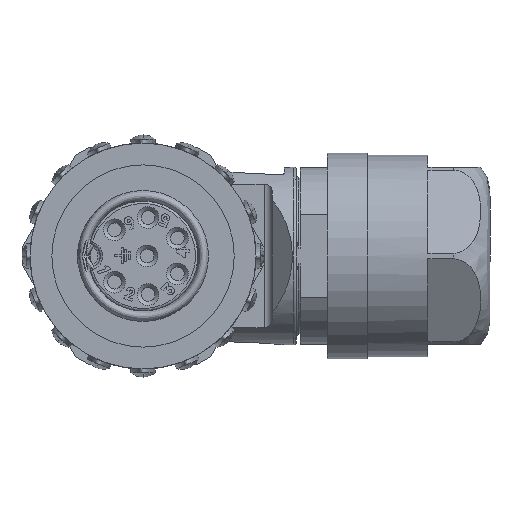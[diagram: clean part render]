
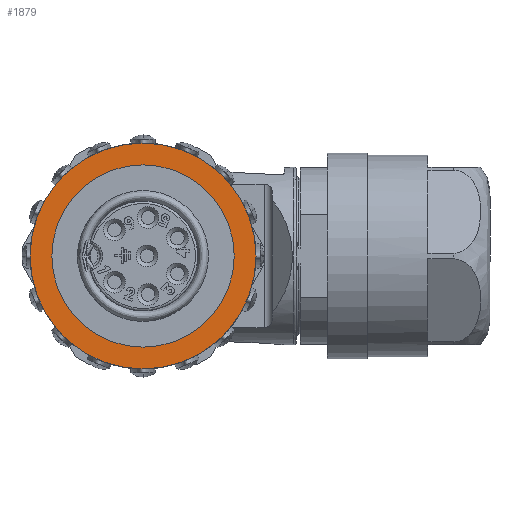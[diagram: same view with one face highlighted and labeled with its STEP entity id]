
A CAD part, left-side view. The second image highlights one B-rep face of the part: STEP entity #1879.
In plain terms, the highlighted planar face has unit normal (-1, 0, 0).
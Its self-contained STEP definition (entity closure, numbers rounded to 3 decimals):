
#335=FACE_BOUND('',#3787,.T.);
#336=FACE_BOUND('',#3788,.T.);
#940=PLANE('',#16521);
#1879=ADVANCED_FACE('',(#335,#336),#940,.T.);
#3787=EDGE_LOOP('',(#7967));
#3788=EDGE_LOOP('',(#7968));
#4386=CIRCLE('',#16519,11.3);
#4387=CIRCLE('',#16520,14.);
#7967=ORIENTED_EDGE('',*,*,#12039,.T.);
#7968=ORIENTED_EDGE('',*,*,#12040,.T.);
#9999=VERTEX_POINT('',#29802);
#10000=VERTEX_POINT('',#29804);
#12039=EDGE_CURVE('',#9999,#9999,#4386,.T.);
#12040=EDGE_CURVE('',#10000,#10000,#4387,.T.);
#16519=AXIS2_PLACEMENT_3D('',#29801,#19963,#19964);
#16520=AXIS2_PLACEMENT_3D('',#29803,#19965,#19966);
#16521=AXIS2_PLACEMENT_3D('',#29805,#19967,#19968);
#19963=DIRECTION('',(1.,0.,0.));
#19964=DIRECTION('',(0.,-1.,0.));
#19965=DIRECTION('',(-1.,0.,0.));
#19966=DIRECTION('',(0.,-1.,0.));
#19967=DIRECTION('',(-1.,0.,0.));
#19968=DIRECTION('',(0.,1.,0.));
#29801=CARTESIAN_POINT('',(19.1,0.,0.));
#29802=CARTESIAN_POINT('',(19.1,-11.3,0.));
#29803=CARTESIAN_POINT('',(19.1,0.,0.));
#29804=CARTESIAN_POINT('',(19.1,-14.,0.));
#29805=CARTESIAN_POINT('',(19.1,-15.4,15.4));
